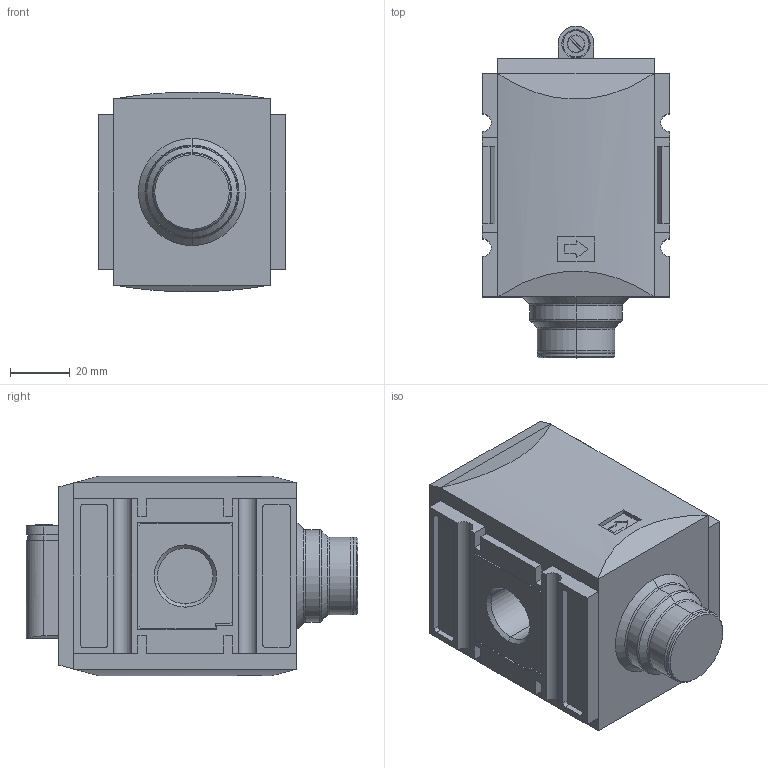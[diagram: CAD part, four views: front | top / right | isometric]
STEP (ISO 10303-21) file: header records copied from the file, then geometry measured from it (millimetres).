
FILE_DESCRIPTION (( 'STEP AP214' ), '1' );
FILE_NAME ('KN-KSSV212.STEP', '2018-08-29T15:05:17', ( '' ), ( '' ), 'SwSTEP 2.0', 'SolidWorks 2018', '' );
FILE_SCHEMA (( 'AUTOMOTIVE_DESIGN' ));
Length unit declared in the file: millimetre
Products named in the file (1): KN-KSSV212
Bounding box: 63 x 111.5 x 67.1 mm (x, y, z)
Volume: 314598.2 mm3; surface area: 36771.4 mm2
Topology: 1 solids, 1 shells, 251 faces, 634 edges, 410 vertices
Faces by surface type: plane 164, cylinder 60, cone 18, torus 9
Entity records: 10362 total; most frequent: CARTESIAN_POINT 1499, ORIENTED_EDGE 1268, DIRECTION 1233, EDGE_CURVE 634, LINE 437, VECTOR 437, VERTEX_POINT 410, AXIS2_PLACEMENT_3D 398
